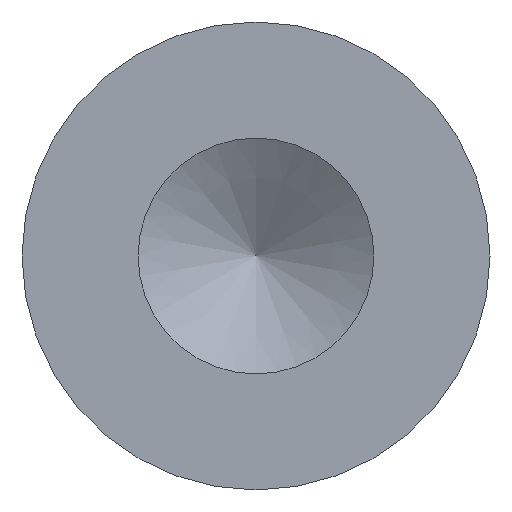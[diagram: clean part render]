
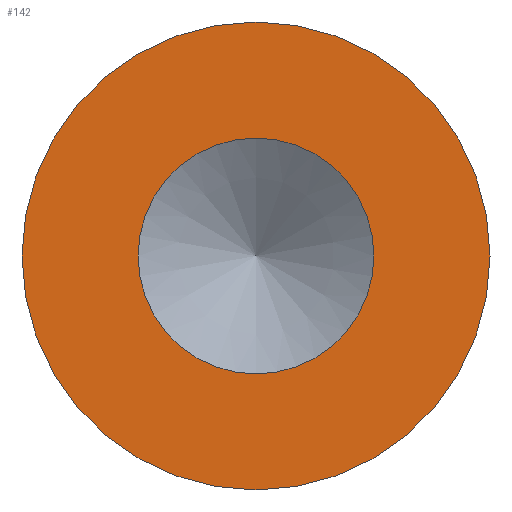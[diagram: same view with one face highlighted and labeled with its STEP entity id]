
A CAD part, left-side view. The second image highlights one B-rep face of the part: STEP entity #142.
In plain terms, the highlighted planar face has unit normal (-1, 0, 0).
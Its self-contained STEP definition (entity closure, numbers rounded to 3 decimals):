
#128=PLANE('',#293);
#142=ADVANCED_FACE('',(#173,#174),#128,.T.);
#173=FACE_BOUND('',#199,.T.);
#174=FACE_BOUND('',#200,.T.);
#199=EDGE_LOOP('',(#225));
#200=EDGE_LOOP('',(#226));
#225=ORIENTED_EDGE('',*,*,#253,.F.);
#226=ORIENTED_EDGE('',*,*,#251,.T.);
#237=VERTEX_POINT('',#413);
#240=VERTEX_POINT('',#421);
#251=EDGE_CURVE('',#237,#237,#264,.T.);
#253=EDGE_CURVE('',#240,#240,#266,.T.);
#264=CIRCLE('',#286,6.45);
#266=CIRCLE('',#291,3.25);
#286=AXIS2_PLACEMENT_3D('',#412,#332,#333);
#291=AXIS2_PLACEMENT_3D('',#420,#342,#343);
#293=AXIS2_PLACEMENT_3D('',#423,#346,#347);
#332=DIRECTION('',(-1.,0.,0.));
#333=DIRECTION('',(0.,0.,1.));
#342=DIRECTION('',(-1.,0.,0.));
#343=DIRECTION('',(0.,-1.,0.));
#346=DIRECTION('',(-1.,0.,0.));
#347=DIRECTION('',(0.,0.,1.));
#412=CARTESIAN_POINT('',(0.,24.5,0.));
#413=CARTESIAN_POINT('',(0.,24.5,6.45));
#420=CARTESIAN_POINT('',(0.,24.5,0.));
#421=CARTESIAN_POINT('',(0.,21.25,0.));
#423=CARTESIAN_POINT('',(0.,19.,-5.5));
